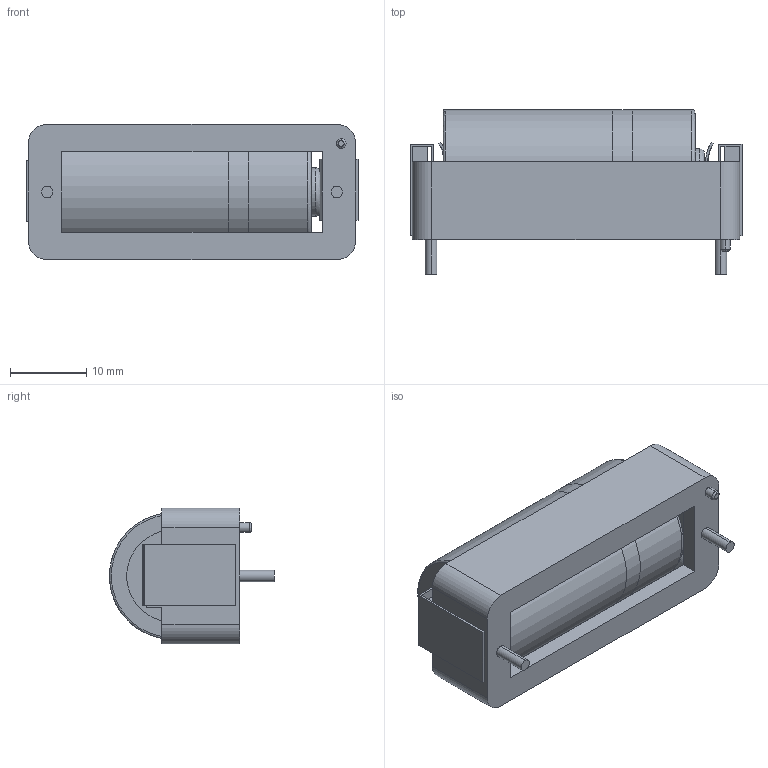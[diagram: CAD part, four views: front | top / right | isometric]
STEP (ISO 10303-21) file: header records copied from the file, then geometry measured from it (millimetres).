
FILE_DESCRIPTION(('FreeCAD Model'),'2;1');
FILE_NAME('mpd-bh123a-wbat.step', '2018-06-01T06:34:55',('Author'),(''), 'Open CASCADE STEP processor 6.8','FreeCAD','Unknown');
FILE_SCHEMA(('AUTOMOTIVE_DESIGN_CC2 { 1 2 10303 214 -1 1 5 4 }'));
Length unit declared in the file: millimetre
Products named in the file (9): User_Library-BH123A_assembly-004; User_Library-BH123A_assembly-1; User_Library-BH123A_assembly-002; User_Library-BH123A_assembly-003; User_Library-BH123A_assembly-005; User_Library-BH123A_assembly-006; User_Library-BH123A_assembly-007; User_Library-BH123A_assembly-008; User_Library-BH123A_assembly-009
Bounding box: 43.53 x 21.63 x 17.78 mm (x, y, z)
Volume: 9283.4 mm3; surface area: 8097.3 mm2
Topology: 9 solids, 9 shells, 111 faces, 253 edges, 166 vertices
Faces by surface type: plane 72, cylinder 26, bspline 13
Entity records: 11056 total; most frequent: CARTESIAN_POINT 5322, DIRECTION 813, ORIENTED_EDGE 506, PCURVE 506, DEFINITIONAL_REPRESENTATION 506, LINE 471, VECTOR 471, EDGE_CURVE 253
